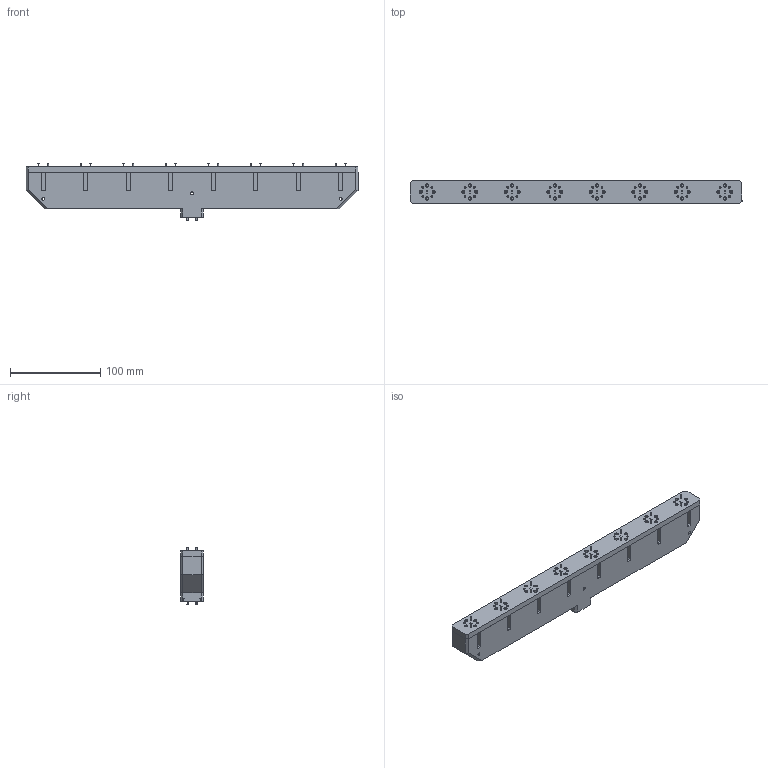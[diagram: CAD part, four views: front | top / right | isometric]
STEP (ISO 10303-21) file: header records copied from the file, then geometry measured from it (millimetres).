
FILE_DESCRIPTION (( 'STEP AP203' ), '1' );
FILE_NAME ('WP-W8I-T-1.85.STEP', '2022-05-03T19:24:24', ( '' ), ( '' ), 'SwSTEP 2.0', 'SolidWorks 2021', '' );
FILE_SCHEMA (( 'CONFIG_CONTROL_DESIGN' ));
Length unit declared in the file: inch
Products named in the file (1): WP-W8I-T-1.85
Bounding box: 367.03 x 25.4 x 63.63 mm (x, y, z)
Volume: 413803.8 mm3; surface area: 82230.3 mm2
Topology: 20 solids, 20 shells, 857 faces, 1956 edges, 1140 vertices
Faces by surface type: cylinder 306, cone 300, plane 251
Entity records: 23387 total; most frequent: DIRECTION 4332, CARTESIAN_POINT 4014, ORIENTED_EDGE 3688, EDGE_CURVE 1844, AXIS2_PLACEMENT_3D 1658, VERTEX_POINT 1140, LINE 1016, VECTOR 1016
